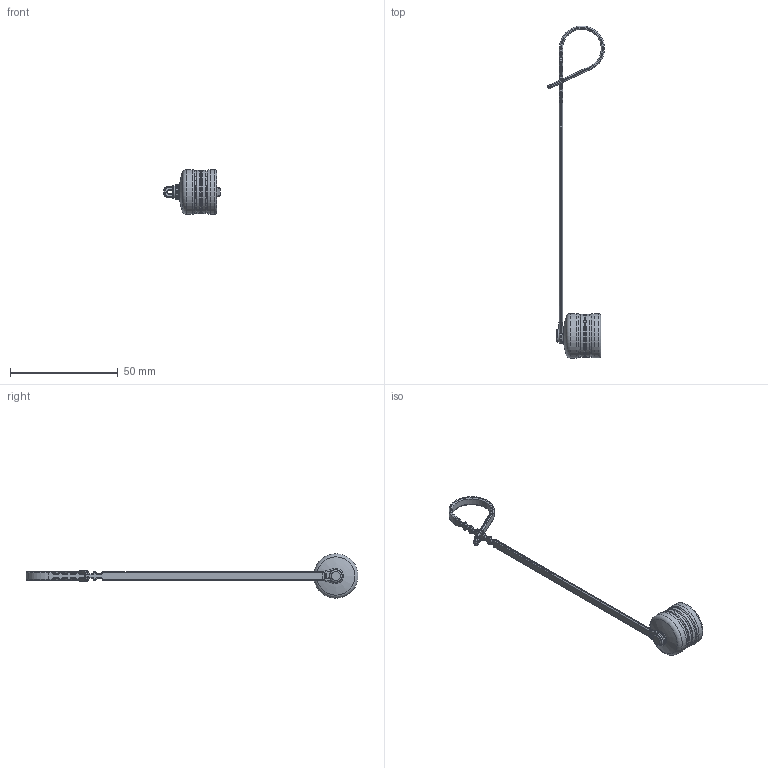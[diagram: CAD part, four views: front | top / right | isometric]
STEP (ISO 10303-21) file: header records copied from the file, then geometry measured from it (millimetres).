
FILE_DESCRIPTION(/* description */ (''),/* implementation_level */ '2;1');
FILE_NAME(/* name */ '08_2605_000_001_001_00.stp',/* time_stamp */ '2013-03-04T16:44:26+01:00',/* author */ (''),/* organization */ (''),/* preprocessor_version */ 'ST-DEVELOPER v11',/* originating_system */ 'SIEMENS UGS NX 6.0',/* authorisation */ '');
FILE_SCHEMA (('CONFIG_CONTROL_DESIGN'));
Length unit declared in the file: millimetre
Products named in the file (1): umaeB3854q5d
Bounding box: 26.45 x 154.27 x 20.6 mm (x, y, z)
Volume: 3278 mm3; surface area: 4859.7 mm2
Topology: 2 solids, 2 shells, 489 faces, 1188 edges, 610 vertices
Faces by surface type: cylinder 209, plane 121, bspline 93, torus 47, sphere 10, cone 9
Full cylindrical faces by diameter (mm): 6 x2, 13.7 x2, 15.95 x1, 18.4 x2, 20.6 x1
Entity records: 14235 total; most frequent: CARTESIAN_POINT 3901, DIRECTION 2192, ORIENTED_EDGE 2074, EDGE_CURVE 1037, AXIS2_PLACEMENT_3D 843, VERTEX_POINT 594, EDGE_LOOP 535, LINE 506
